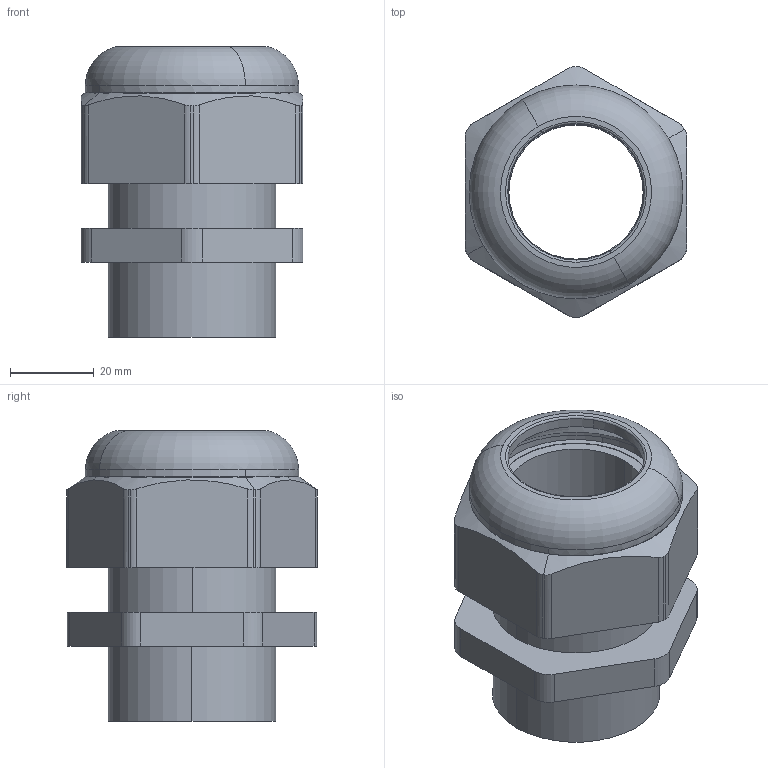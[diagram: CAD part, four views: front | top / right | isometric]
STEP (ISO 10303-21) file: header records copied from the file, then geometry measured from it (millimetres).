
FILE_DESCRIPTION(('CATIA V5 STEP Exchange','CAx-IF Rec.Pracs.--- Model Styling and Organization---1.4--- 2014-01-23'),'2;1');
FILE_NAME ('020983-2_1_1772330000_1772330000.stp','2019-11-07T07:18:33+00:00',('none'),('Weidmueller'),'CATIA Version 5-6 Release 2016 SP3 HF44','CATIA V5 STEP AP214','none');
FILE_SCHEMA(('AUTOMOTIVE_DESIGN { 1 0 10303 214 1 1 1 1 }'));
Length unit declared in the file: millimetre
Products named in the file (1): VG_M40_22-32
Bounding box: 53 x 59.93 x 69.5 mm (x, y, z)
Volume: 54731.4 mm3; surface area: 33947.8 mm2
Topology: 3 solids, 3 shells, 88 faces, 230 edges, 153 vertices
Faces by surface type: cylinder 41, plane 29, torus 8, cone 8, bspline 2
Entity records: 2957 total; most frequent: CARTESIAN_POINT 875, ORIENTED_EDGE 460, DIRECTION 344, EDGE_CURVE 230, AXIS2_PLACEMENT_3D 174, VERTEX_POINT 153, EDGE_LOOP 99, CIRCLE 94
